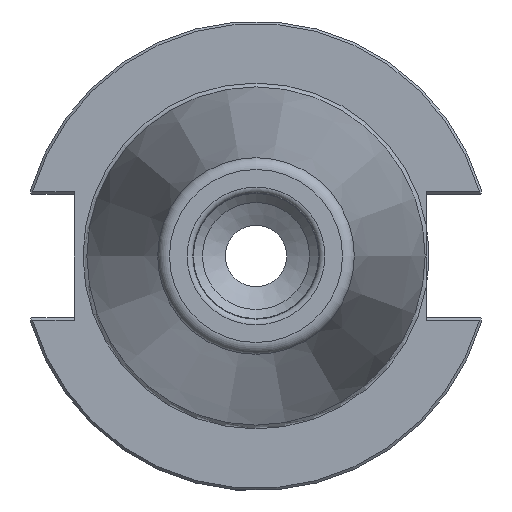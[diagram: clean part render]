
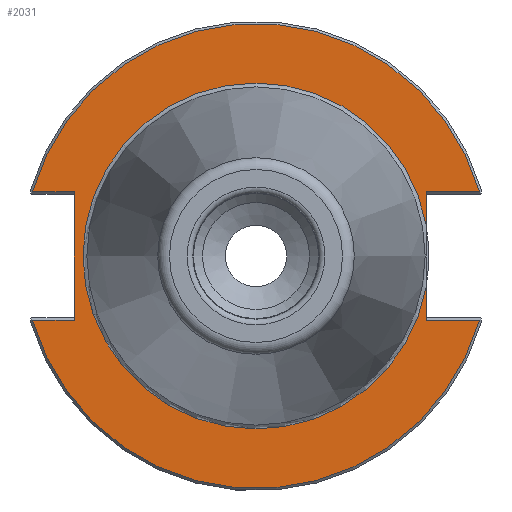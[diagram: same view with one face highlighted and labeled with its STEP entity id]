
A CAD part, left-side view. The second image highlights one B-rep face of the part: STEP entity #2031.
In plain terms, the highlighted planar face has unit normal (-1, 0, 0).
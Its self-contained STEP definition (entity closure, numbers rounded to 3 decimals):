
#121=PLANE('',#2204);
#201=FACE_OUTER_BOUND('',#314,.T.);
#314=EDGE_LOOP('',(#1482,#1483,#1484,#1485,#1486,#1487,#1488,#1489,#1490,
#1491,#1492));
#428=LINE('',#3262,#531);
#436=LINE('',#3304,#539);
#437=LINE('',#3309,#540);
#438=LINE('',#3311,#541);
#439=LINE('',#3312,#542);
#440=LINE('',#3314,#543);
#441=LINE('',#3319,#544);
#531=VECTOR('',#2557,10.);
#539=VECTOR('',#2579,10.);
#540=VECTOR('',#2584,10.);
#541=VECTOR('',#2585,10.);
#542=VECTOR('',#2586,10.);
#543=VECTOR('',#2587,10.);
#544=VECTOR('',#2592,10.);
#653=CIRCLE('',#2202,48.25);
#654=CIRCLE('',#2205,48.25);
#655=CIRCLE('',#2206,35.9);
#656=CIRCLE('',#2207,35.9);
#836=VERTEX_POINT('',#3257);
#837=VERTEX_POINT('',#3261);
#845=VERTEX_POINT('',#3286);
#846=VERTEX_POINT('',#3290);
#849=VERTEX_POINT('',#3302);
#850=VERTEX_POINT('',#3306);
#851=VERTEX_POINT('',#3308);
#852=VERTEX_POINT('',#3310);
#853=VERTEX_POINT('',#3313);
#854=VERTEX_POINT('',#3315);
#855=VERTEX_POINT('',#3317);
#1082=EDGE_CURVE('',#836,#837,#428,.T.);
#1093=EDGE_CURVE('',#845,#846,#653,.T.);
#1098=EDGE_CURVE('',#849,#845,#436,.T.);
#1099=EDGE_CURVE('',#850,#836,#654,.T.);
#1100=EDGE_CURVE('',#851,#850,#437,.T.);
#1101=EDGE_CURVE('',#851,#852,#438,.T.);
#1102=EDGE_CURVE('',#846,#852,#439,.T.);
#1103=EDGE_CURVE('',#849,#853,#440,.T.);
#1104=EDGE_CURVE('',#853,#854,#655,.T.);
#1105=EDGE_CURVE('',#854,#855,#656,.T.);
#1106=EDGE_CURVE('',#855,#837,#441,.T.);
#1482=ORIENTED_EDGE('',*,*,#1082,.F.);
#1483=ORIENTED_EDGE('',*,*,#1099,.F.);
#1484=ORIENTED_EDGE('',*,*,#1100,.F.);
#1485=ORIENTED_EDGE('',*,*,#1101,.T.);
#1486=ORIENTED_EDGE('',*,*,#1102,.F.);
#1487=ORIENTED_EDGE('',*,*,#1093,.F.);
#1488=ORIENTED_EDGE('',*,*,#1098,.F.);
#1489=ORIENTED_EDGE('',*,*,#1103,.T.);
#1490=ORIENTED_EDGE('',*,*,#1104,.T.);
#1491=ORIENTED_EDGE('',*,*,#1105,.T.);
#1492=ORIENTED_EDGE('',*,*,#1106,.T.);
#2031=ADVANCED_FACE('',(#201),#121,.T.);
#2202=AXIS2_PLACEMENT_3D('',#3291,#2573,#2574);
#2204=AXIS2_PLACEMENT_3D('',#3305,#2580,#2581);
#2205=AXIS2_PLACEMENT_3D('',#3307,#2582,#2583);
#2206=AXIS2_PLACEMENT_3D('',#3316,#2588,#2589);
#2207=AXIS2_PLACEMENT_3D('',#3318,#2590,#2591);
#2557=DIRECTION('',(0.,1.,0.));
#2573=DIRECTION('center_axis',(1.,0.,0.));
#2574=DIRECTION('ref_axis',(0.,0.,-1.));
#2579=DIRECTION('',(0.,-1.,0.));
#2580=DIRECTION('center_axis',(-1.,0.,0.));
#2581=DIRECTION('ref_axis',(0.,0.,1.));
#2582=DIRECTION('center_axis',(1.,0.,0.));
#2583=DIRECTION('ref_axis',(0.,0.,-1.));
#2584=DIRECTION('',(0.,1.,0.));
#2585=DIRECTION('',(0.,0.,-1.));
#2586=DIRECTION('',(0.,-1.,0.));
#2587=DIRECTION('',(0.,0.,1.));
#2588=DIRECTION('center_axis',(1.,0.,0.));
#2589=DIRECTION('ref_axis',(0.,0.,-1.));
#2590=DIRECTION('center_axis',(1.,0.,0.));
#2591=DIRECTION('ref_axis',(0.,0.,-1.));
#2592=DIRECTION('',(0.,0.,1.));
#3257=CARTESIAN_POINT('',(3.175,-46.373,13.325));
#3261=CARTESIAN_POINT('',(3.175,-35.3,13.325));
#3262=CARTESIAN_POINT('',(3.175,6.475,13.325));
#3286=CARTESIAN_POINT('',(3.175,-46.373,-13.325));
#3290=CARTESIAN_POINT('',(3.175,46.373,-13.325));
#3291=CARTESIAN_POINT('Origin',(3.175,0.,
0.));
#3302=CARTESIAN_POINT('',(3.175,-35.3,-13.325));
#3304=CARTESIAN_POINT('',(3.175,-13.707,-13.325));
#3305=CARTESIAN_POINT('Origin',(3.175,48.25,0.));
#3306=CARTESIAN_POINT('',(3.175,46.373,13.325));
#3307=CARTESIAN_POINT('Origin',(3.175,0.,
0.));
#3308=CARTESIAN_POINT('',(3.175,37.7,13.325));
#3309=CARTESIAN_POINT('',(3.175,61.395,13.325));
#3310=CARTESIAN_POINT('',(3.175,37.7,-13.325));
#3311=CARTESIAN_POINT('',(3.175,37.7,6.413));
#3312=CARTESIAN_POINT('',(3.175,42.975,-13.325));
#3313=CARTESIAN_POINT('',(3.175,-35.3,-6.536));
#3314=CARTESIAN_POINT('',(3.175,-35.3,-6.413));
#3315=CARTESIAN_POINT('',(3.175,0.,35.9));
#3316=CARTESIAN_POINT('Origin',(3.175,0.,
0.));
#3317=CARTESIAN_POINT('',(3.175,-35.3,6.536));
#3318=CARTESIAN_POINT('Origin',(3.175,0.,
0.));
#3319=CARTESIAN_POINT('',(3.175,-35.3,-6.413));
